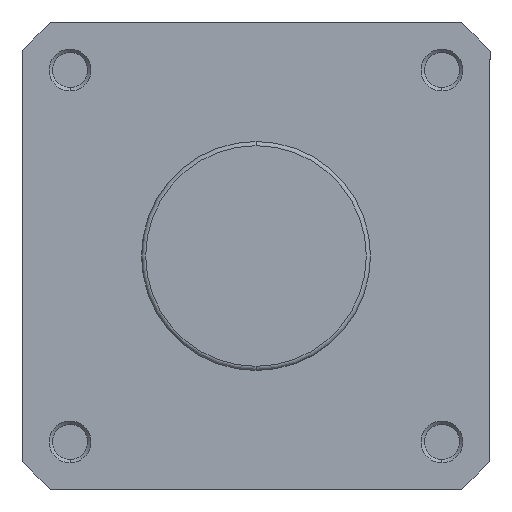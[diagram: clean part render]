
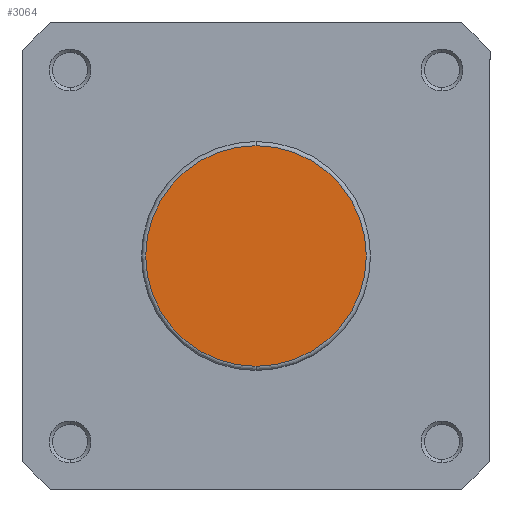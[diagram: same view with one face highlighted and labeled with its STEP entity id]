
A CAD part, left-side view. The second image highlights one B-rep face of the part: STEP entity #3064.
In plain terms, the highlighted planar face has unit normal (-1, 0, 0).
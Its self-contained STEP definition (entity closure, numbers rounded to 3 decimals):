
#56 = CARTESIAN_POINT ( 'NONE',  ( 0., 0., -26.4 ) ) ;
#232 = CARTESIAN_POINT ( 'NONE',  ( 0., 0., 26.4 ) ) ;
#419 = EDGE_CURVE ( 'NONE', #5069, #4845, #5214, .T. ) ;
#518 = AXIS2_PLACEMENT_3D ( 'NONE', #4546, #4543, #4710 ) ;
#594 = AXIS2_PLACEMENT_3D ( 'NONE', #3212, #3214, #3215 ) ;
#852 = AXIS2_PLACEMENT_3D ( 'NONE', #4160, #4169, #4170 ) ;
#1338 = FACE_OUTER_BOUND ( 'NONE', #2745, .T. ) ;
#1527 = EDGE_CURVE ( 'NONE', #4845, #5069, #5416, .T. ) ;
#2088 = ORIENTED_EDGE ( 'NONE', *, *, #419, .T. ) ;
#2089 = ORIENTED_EDGE ( 'NONE', *, *, #1527, .T. ) ;
#2745 = EDGE_LOOP ( 'NONE', ( #2089, #2088 ) ) ;
#3064 = ADVANCED_FACE ( 'NONE', ( #1338 ), #4159, .F. ) ;
#3212 = CARTESIAN_POINT ( 'NONE',  ( 0., 0., 0. ) ) ;
#3214 = DIRECTION ( 'NONE',  ( -1., 0., 0. ) ) ;
#3215 = DIRECTION ( 'NONE',  ( 0., 0., -1. ) ) ;
#4159 = PLANE ( 'NONE',  #852 ) ;
#4160 = CARTESIAN_POINT ( 'NONE',  ( 0., 27.4, 0. ) ) ;
#4169 = DIRECTION ( 'NONE',  ( 1., 0., 0. ) ) ;
#4170 = DIRECTION ( 'NONE',  ( 0., 0., -1. ) ) ;
#4543 = DIRECTION ( 'NONE',  ( -1., 0., 0. ) ) ;
#4546 = CARTESIAN_POINT ( 'NONE',  ( 0., 0., 0. ) ) ;
#4710 = DIRECTION ( 'NONE',  ( 0., 0., -1. ) ) ;
#4845 = VERTEX_POINT ( 'NONE', #56 ) ;
#5069 = VERTEX_POINT ( 'NONE', #232 ) ;
#5214 = CIRCLE ( 'NONE', #518, 26.4 ) ;
#5416 = CIRCLE ( 'NONE', #594, 26.4 ) ;
